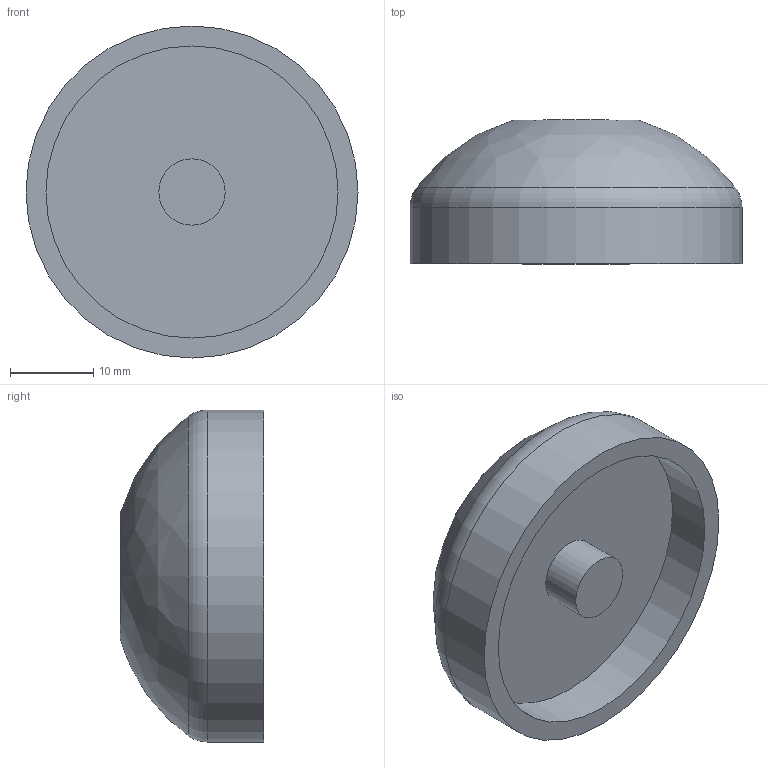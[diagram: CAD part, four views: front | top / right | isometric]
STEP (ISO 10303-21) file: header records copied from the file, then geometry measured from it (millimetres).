
FILE_DESCRIPTION( ( 'STEP AP214' ), '1' );
FILE_NAME( 'K0415.1040.stp', '2020-12-07T12:33:34', ( '' ), ( '' ), ' ', 'PARTsolutions', ' ' );
FILE_SCHEMA( ( 'AUTOMOTIVE_DESIGN { 1 0 10303 214 1 1 1 1 }' ) );
Length unit declared in the file: millimetre
Products named in the file (1): _K0415.1040
Bounding box: 40 x 17.31 x 40 mm (x, y, z)
Volume: 10994.3 mm3; surface area: 4862.3 mm2
Topology: 1 solids, 1 shells, 10 faces, 18 edges, 11 vertices
Faces by surface type: cylinder 4, plane 3, sphere 1, bspline 1, torus 1
Full cylindrical faces by diameter (mm): 8 x1, 15 x1, 35.2 x1, 40 x1
Entity records: 317 total; most frequent: CARTESIAN_POINT 57, DIRECTION 38, AXIS2_PLACEMENT_3D 19, EDGE_LOOP 18, ORIENTED_EDGE 18, FACE_OUTER_BOUND 16, STYLED_ITEM 10, PRESENTATION_STYLE_ASSIGNMENT 10
